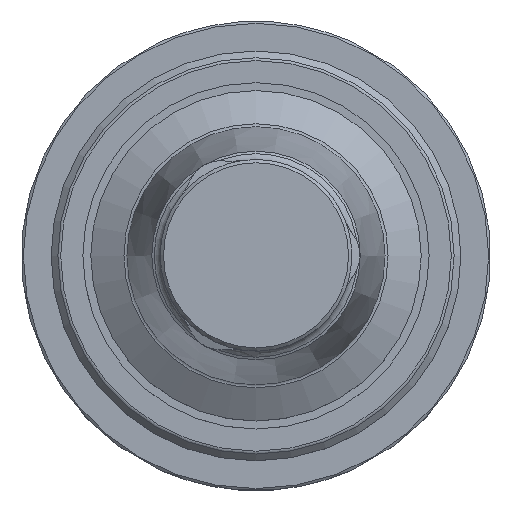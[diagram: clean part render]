
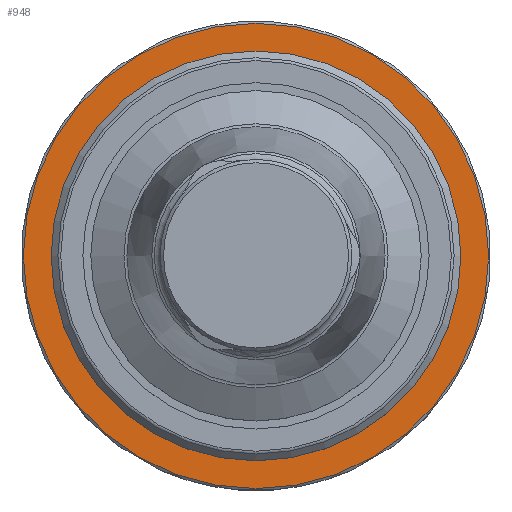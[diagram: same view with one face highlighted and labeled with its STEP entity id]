
A CAD part, top view. The second image highlights one B-rep face of the part: STEP entity #948.
In plain terms, the highlighted planar face has unit normal (0, 0, 1).
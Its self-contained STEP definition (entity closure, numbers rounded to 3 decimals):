
#109=PLANE('',#1071);
#143=CIRCLE('',#1040,35.2);
#158=CIRCLE('',#1072,30.65);
#392=ORIENTED_EDGE('',*,*,#533,.T.);
#393=ORIENTED_EDGE('',*,*,#488,.F.);
#488=EDGE_CURVE('',#595,#595,#143,.T.);
#533=EDGE_CURVE('',#624,#624,#158,.T.);
#595=VERTEX_POINT('',#1649);
#624=VERTEX_POINT('',#1788);
#746=EDGE_LOOP('',(#392));
#747=EDGE_LOOP('',(#393));
#842=FACE_BOUND('',#746,.T.);
#843=FACE_BOUND('',#747,.T.);
#948=ADVANCED_FACE('',(#842,#843),#109,.F.);
#1040=AXIS2_PLACEMENT_3D('',#1648,#1241,#1242);
#1071=AXIS2_PLACEMENT_3D('',#1786,#1317,#1318);
#1072=AXIS2_PLACEMENT_3D('',#1787,#1319,#1320);
#1241=DIRECTION('',(0.,0.,-1.));
#1242=DIRECTION('',(-1.,0.,0.));
#1317=DIRECTION('',(0.,0.,-1.));
#1318=DIRECTION('',(-1.,0.,0.));
#1319=DIRECTION('',(0.,0.,-1.));
#1320=DIRECTION('',(-1.,0.,0.));
#1648=CARTESIAN_POINT('',(0.,0.,-1.));
#1649=CARTESIAN_POINT('',(-35.2,0.,-1.));
#1786=CARTESIAN_POINT('',(-30.65,0.,-1.));
#1787=CARTESIAN_POINT('',(0.,0.,-1.));
#1788=CARTESIAN_POINT('',(-30.65,0.,-1.));
